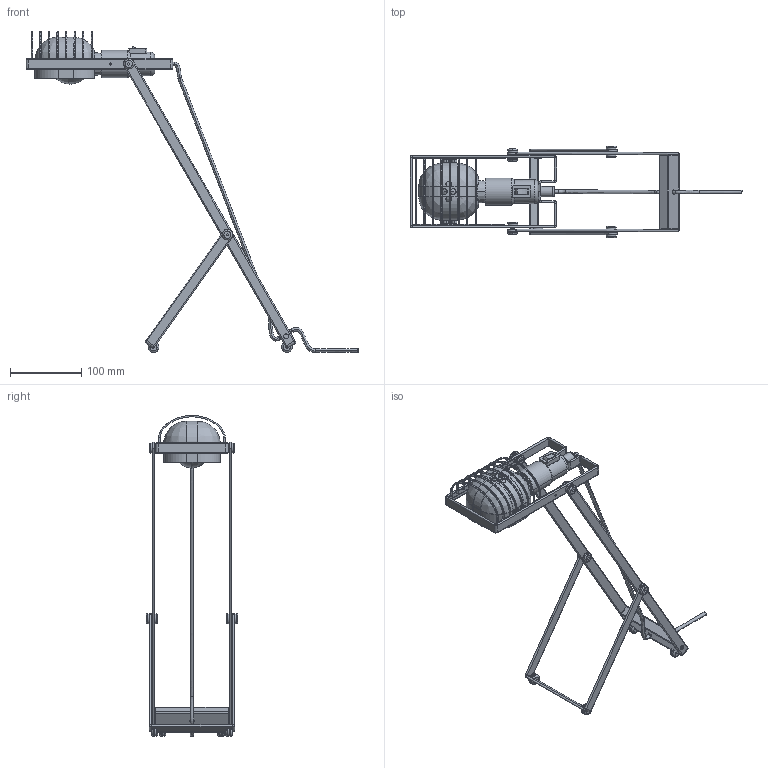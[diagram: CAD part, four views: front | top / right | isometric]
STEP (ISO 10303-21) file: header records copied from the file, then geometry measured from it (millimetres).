
FILE_DESCRIPTION(/* description */ (''),/* implementation_level */ '2;1');
FILE_NAME(/* name */ 'Sintesi',/* time_stamp */ '2025-10-07T17:12:08+02:00',/* author */ (''),/* organization */ (''),/* preprocessor_version */ 'ST-DEVELOPER v16.5',/* originating_system */ 'Rhino 7.37',/* authorisation */ '');
FILE_SCHEMA (('AUTOMOTIVE_DESIGN'));
Length unit declared in the file: millimetre
Products named in the file (13): Document; X308000200_--OCCHIELLO 30x90x50 T.BOMBATA NICHEL.NERO; Y104005814_A-SINTESI - DISTANZIALE; Y102019411_--SINTESI - RIFLETTORE; Y104005758_--SINTESI - VITE MASCHIO; Y104005759_B-SINTESI - VITE FEMMINA; Y201004281_A-SINTESI - GOMMINI ANTI SCIVOLO; Y102019406_--SINTESI -TELAIO PTL; Y102019406_--SINTESI -TELAIO PTL-None; Y102019405_A-SINTESI - SOSTEGNO STELO; Y102019405_A-SINTESI - SOSTEGNO STELO-None; Y102019404_A-SINTESI - STELO; Y102019404_A-SINTESI - STELO-None
Assembly tree (27 placements, depth 3):
  Document
    X308000200_--OCCHIELLO 30x90x50 T.BOMBATA NICHEL.NERO  x4
    Y104005814_A-SINTESI - DISTANZIALE  x4
    Y102019411_--SINTESI - RIFLETTORE
    Y104005758_--SINTESI - VITE MASCHIO  x4
    Y104005759_B-SINTESI - VITE FEMMINA  x4
    Y201004281_A-SINTESI - GOMMINI ANTI SCIVOLO  x4
    Y102019406_--SINTESI -TELAIO PTL
      Y102019406_--SINTESI -TELAIO PTL-None
    Y102019405_A-SINTESI - SOSTEGNO STELO
      Y102019405_A-SINTESI - SOSTEGNO STELO-None
    Y102019404_A-SINTESI - STELO
      Y102019404_A-SINTESI - STELO-None
Bounding box: 466.52 x 129.2 x 451.04 mm (x, y, z)
Volume: 348968.3 mm3; surface area: 175394.9 mm2
Topology: 31 solids, 32 shells, 1065 faces, 2696 edges, 1703 vertices
Faces by surface type: cylinder 449, plane 351, bspline 265
Entity records: 30130 total; most frequent: CARTESIAN_POINT 18331, ORIENTED_EDGE 3499, EDGE_CURVE 1750, VERTEX_POINT 1091, B_SPLINE_CURVE_WITH_KNOTS 938, EDGE_LOOP 762, ADVANCED_FACE 687, FACE_OUTER_BOUND 687
